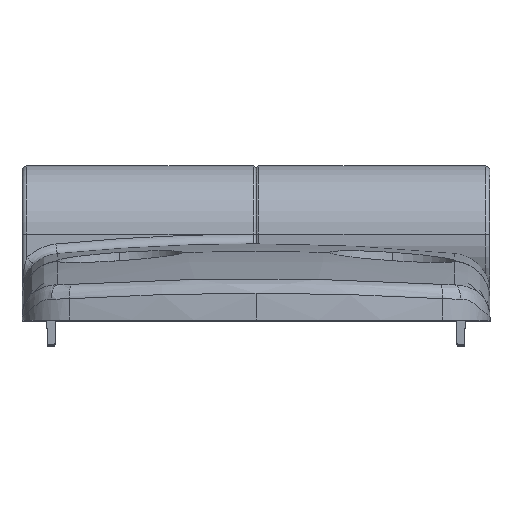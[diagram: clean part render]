
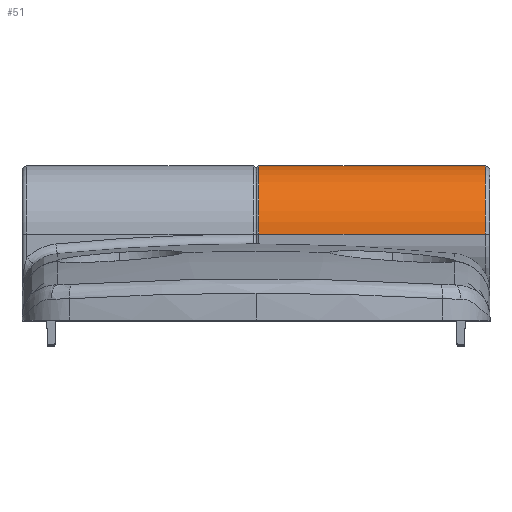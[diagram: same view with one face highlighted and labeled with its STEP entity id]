
A CAD part, top view. The second image highlights one B-rep face of the part: STEP entity #51.
In plain terms, the highlighted cylindrical face has radius 7 mm (diameter 14 mm), a partial arc.
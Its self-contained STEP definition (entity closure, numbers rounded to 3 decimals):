
#51 = ADVANCED_FACE ( 'NONE', ( #1969 ), #2738, .T. ) ;
#275 = EDGE_CURVE ( 'NONE', #3201, #2333, #4600, .T. ) ;
#555 = VECTOR ( 'NONE', #710, 1000. ) ;
#612 = CARTESIAN_POINT ( 'NONE',  ( 24., 8.9, 0. ) ) ;
#622 = EDGE_LOOP ( 'NONE', ( #3216, #4277, #4029, #1954 ) ) ;
#710 = DIRECTION ( 'NONE',  ( -1., 0., 0. ) ) ;
#911 = EDGE_CURVE ( 'NONE', #3578, #2000, #1033, .T. ) ;
#931 = CARTESIAN_POINT ( 'NONE',  ( 0.3, 8.9, 7. ) ) ;
#1033 = LINE ( 'NONE', #1890, #2146 ) ;
#1275 = CARTESIAN_POINT ( 'NONE',  ( 23.5, 8.9, 0. ) ) ;
#1465 = CARTESIAN_POINT ( 'NONE',  ( 23.5, 8.9, 7. ) ) ;
#1553 = CARTESIAN_POINT ( 'NONE',  ( 0.3, 8.9, 0. ) ) ;
#1664 = DIRECTION ( 'NONE',  ( 0., 0., 1. ) ) ;
#1761 = AXIS2_PLACEMENT_3D ( 'NONE', #612, #2533, #3224 ) ;
#1807 = CARTESIAN_POINT ( 'NONE',  ( 24., 8.9, 7. ) ) ;
#1872 = AXIS2_PLACEMENT_3D ( 'NONE', #1553, #4141, #1929 ) ;
#1877 = CIRCLE ( 'NONE', #1872, 7. ) ;
#1890 = CARTESIAN_POINT ( 'NONE',  ( 24., 8.9, -7. ) ) ;
#1929 = DIRECTION ( 'NONE',  ( 0., 0., 1. ) ) ;
#1954 = ORIENTED_EDGE ( 'NONE', *, *, #3003, .T. ) ;
#1969 = FACE_OUTER_BOUND ( 'NONE', #622, .T. ) ;
#2000 = VERTEX_POINT ( 'NONE', #2191 ) ;
#2146 = VECTOR ( 'NONE', #4481, 1000. ) ;
#2191 = CARTESIAN_POINT ( 'NONE',  ( 0.3, 8.9, -7. ) ) ;
#2278 = CIRCLE ( 'NONE', #4416, 7. ) ;
#2333 = VERTEX_POINT ( 'NONE', #931 ) ;
#2533 = DIRECTION ( 'NONE',  ( -1., 0., 0. ) ) ;
#2738 = CYLINDRICAL_SURFACE ( 'NONE', #1761, 7. ) ;
#3003 = EDGE_CURVE ( 'NONE', #2000, #2333, #1877, .T. ) ;
#3201 = VERTEX_POINT ( 'NONE', #1465 ) ;
#3216 = ORIENTED_EDGE ( 'NONE', *, *, #275, .F. ) ;
#3224 = DIRECTION ( 'NONE',  ( 0., 0., 1. ) ) ;
#3578 = VERTEX_POINT ( 'NONE', #3758 ) ;
#3758 = CARTESIAN_POINT ( 'NONE',  ( 23.5, 8.9, -7. ) ) ;
#3823 = EDGE_CURVE ( 'NONE', #3201, #3578, #2278, .T. ) ;
#3878 = DIRECTION ( 'NONE',  ( -1., 0., 0. ) ) ;
#4029 = ORIENTED_EDGE ( 'NONE', *, *, #911, .T. ) ;
#4141 = DIRECTION ( 'NONE',  ( 1., 0., 0. ) ) ;
#4277 = ORIENTED_EDGE ( 'NONE', *, *, #3823, .T. ) ;
#4416 = AXIS2_PLACEMENT_3D ( 'NONE', #1275, #3878, #1664 ) ;
#4481 = DIRECTION ( 'NONE',  ( -1., 0., 0. ) ) ;
#4600 = LINE ( 'NONE', #1807, #555 ) ;
